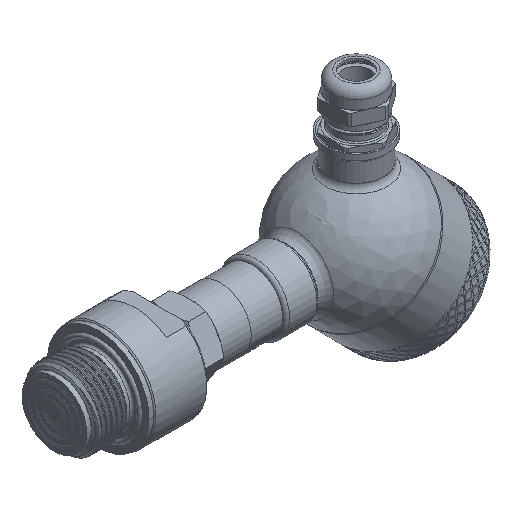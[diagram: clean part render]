
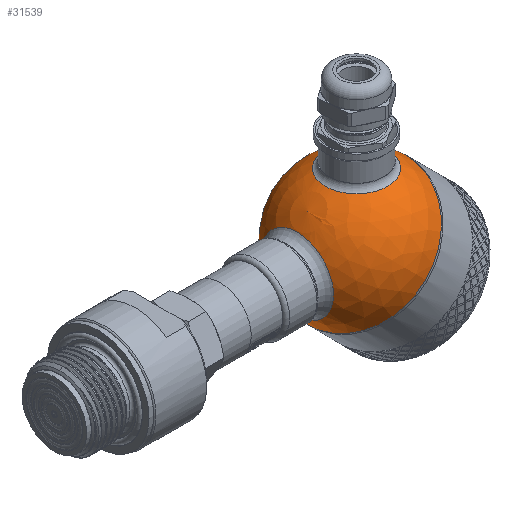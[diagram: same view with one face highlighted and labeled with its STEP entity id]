
A CAD part, isometric view. The second image highlights one B-rep face of the part: STEP entity #31539.
In plain terms, the highlighted spherical face has radius 30 mm.
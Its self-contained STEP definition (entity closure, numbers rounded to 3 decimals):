
#16=SPHERICAL_SURFACE('',#33112,30.);
#715=FACE_BOUND('',#10925,.T.);
#716=FACE_BOUND('',#10926,.T.);
#8774=FACE_OUTER_BOUND('',#10924,.T.);
#10924=EDGE_LOOP('',(#28551,#28552,#28553,#28554));
#10925=EDGE_LOOP('',(#28555));
#10926=EDGE_LOOP('',(#28556));
#11655=CIRCLE('',#33109,15.643);
#11658=CIRCLE('',#33113,30.);
#11659=CIRCLE('',#33114,30.);
#11660=CIRCLE('',#33115,30.);
#11661=CIRCLE('',#33116,13.5);
#14699=VERTEX_POINT('',#74196);
#14701=VERTEX_POINT('',#74202);
#14702=VERTEX_POINT('',#74203);
#14703=VERTEX_POINT('',#74205);
#14704=VERTEX_POINT('',#74208);
#19362=EDGE_CURVE('',#14699,#14699,#11655,.T.);
#19365=EDGE_CURVE('',#14701,#14702,#11658,.T.);
#19366=EDGE_CURVE('',#14701,#14703,#11659,.T.);
#19367=EDGE_CURVE('',#14702,#14701,#11660,.T.);
#19368=EDGE_CURVE('',#14704,#14704,#11661,.T.);
#28551=ORIENTED_EDGE('',*,*,#19365,.F.);
#28552=ORIENTED_EDGE('',*,*,#19366,.T.);
#28553=ORIENTED_EDGE('',*,*,#19366,.F.);
#28554=ORIENTED_EDGE('',*,*,#19367,.F.);
#28555=ORIENTED_EDGE('',*,*,#19362,.F.);
#28556=ORIENTED_EDGE('',*,*,#19368,.F.);
#31539=ADVANCED_FACE('',(#8774,#715,#716),#16,.T.);
#33109=AXIS2_PLACEMENT_3D('',#74197,#36808,#36809);
#33112=AXIS2_PLACEMENT_3D('',#74201,#36814,#36815);
#33113=AXIS2_PLACEMENT_3D('',#74204,#36816,#36817);
#33114=AXIS2_PLACEMENT_3D('',#74206,#36818,#36819);
#33115=AXIS2_PLACEMENT_3D('',#74207,#36820,#36821);
#33116=AXIS2_PLACEMENT_3D('',#74209,#36822,#36823);
#36808=DIRECTION('center_axis',(-0.707,0.,0.707));
#36809=DIRECTION('ref_axis',(0.707,0.,0.707));
#36814=DIRECTION('center_axis',(1.,0.,0.));
#36815=DIRECTION('ref_axis',(0.,-1.,0.));
#36816=DIRECTION('center_axis',(1.,0.,0.));
#36817=DIRECTION('ref_axis',(0.,1.,0.));
#36818=DIRECTION('center_axis',(0.,0.,1.));
#36819=DIRECTION('ref_axis',(0.,1.,0.));
#36820=DIRECTION('center_axis',(1.,0.,0.));
#36821=DIRECTION('ref_axis',(0.,1.,0.));
#36822=DIRECTION('center_axis',(-0.707,0.,-0.707));
#36823=DIRECTION('ref_axis',(-0.707,0.,0.707));
#74196=CARTESIAN_POINT('',(-29.162,0.,7.04));
#74197=CARTESIAN_POINT('Origin',(-18.101,0.,18.101));
#74201=CARTESIAN_POINT('Origin',(0.,0.,0.));
#74202=CARTESIAN_POINT('',(0.,30.,0.));
#74203=CARTESIAN_POINT('',(0.,-30.,0.));
#74204=CARTESIAN_POINT('Origin',(0.,0.,0.));
#74205=CARTESIAN_POINT('',(-30.,0.,0.));
#74206=CARTESIAN_POINT('Origin',(0.,0.,0.));
#74207=CARTESIAN_POINT('Origin',(0.,0.,0.));
#74208=CARTESIAN_POINT('',(-9.398,0.,-28.49));
#74209=CARTESIAN_POINT('Origin',(-18.944,0.,-18.944));
